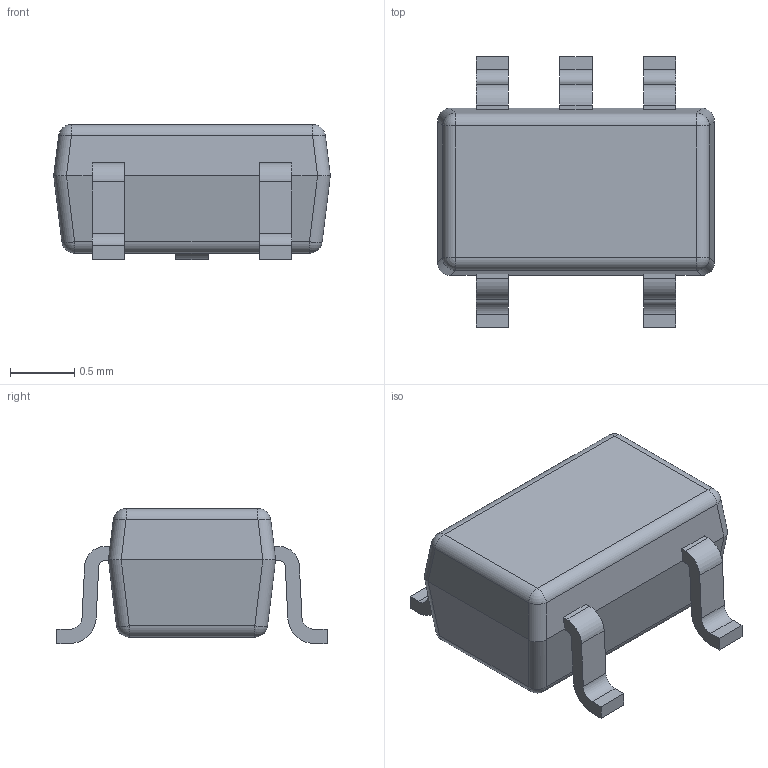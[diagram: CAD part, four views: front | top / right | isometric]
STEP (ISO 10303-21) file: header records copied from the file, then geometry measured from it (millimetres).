
FILE_DESCRIPTION(/* description */ (''),/* implementation_level */ '2;1');
FILE_NAME(/* name */ 'SOT-353_STP',/* time_stamp */ '2020-10-30T09:27:20+08:00',/* author */ ('Wei Wu'),/* organization */ ('Diodes'),/* preprocessor_version */ 'ST-DEVELOPER v16.7',/* originating_system */ 'DEX',/* authorisation */ $);
FILE_SCHEMA (('AUTOMOTIVE_DESIGN {1 0 10303 214 3 1 1}'));
Length unit declared in the file: millimetre
Products named in the file (3): SOT-353; CPD; LDF
Assembly tree (2 placements, depth 2):
  SOT-353
    CPD
    LDF
Bounding box: 2.15 x 2.1 x 1.05 mm (x, y, z)
Volume: 2.7 mm3; surface area: 18.9 mm2
Topology: 4 solids, 4 shells, 105 faces, 279 edges, 170 vertices
Faces by surface type: plane 61, cylinder 36, sphere 8
Entity records: 3637 total; most frequent: DIRECTION 555, CARTESIAN_POINT 549, ORIENTED_EDGE 542, EDGE_CURVE 271, LINE 203, VECTOR 203, AXIS2_PLACEMENT_3D 176, VERTEX_POINT 170
